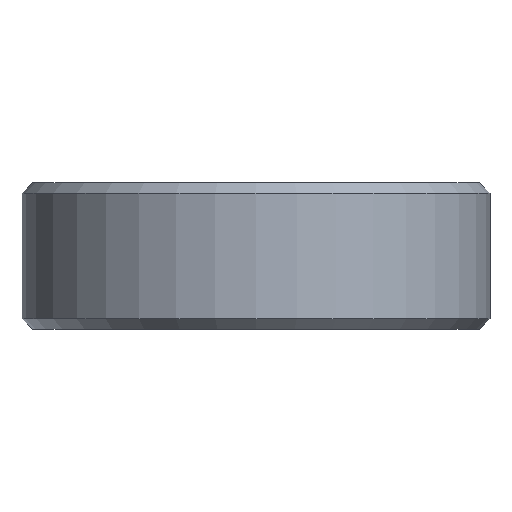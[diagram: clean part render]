
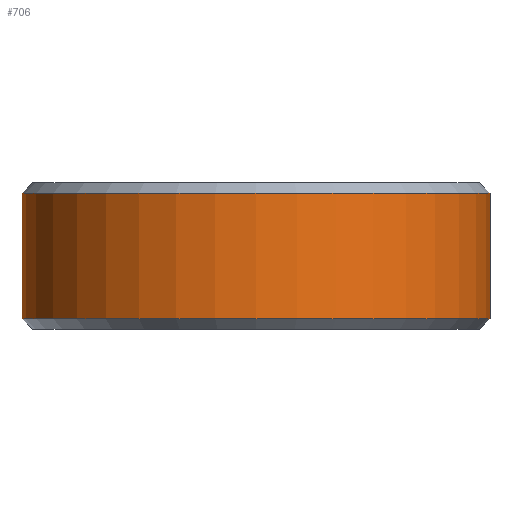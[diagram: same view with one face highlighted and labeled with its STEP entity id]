
A CAD part, left-side view. The second image highlights one B-rep face of the part: STEP entity #706.
In plain terms, the highlighted cylindrical face has radius 16 mm (diameter 32 mm), a partial arc.
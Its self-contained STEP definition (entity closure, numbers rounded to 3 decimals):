
#4 = CYLINDRICAL_SURFACE ( 'NONE', #100, 16. ) ;
#46 = EDGE_LOOP ( 'NONE', ( #1131, #1114, #907, #138 ) ) ;
#97 = CARTESIAN_POINT ( 'NONE',  ( 0., 9.3, -16. ) ) ;
#100 = AXIS2_PLACEMENT_3D ( 'NONE', #230, #1042, #1930 ) ;
#138 = ORIENTED_EDGE ( 'NONE', *, *, #519, .T. ) ;
#146 = VECTOR ( 'NONE', #370, 1000. ) ;
#155 = FACE_OUTER_BOUND ( 'NONE', #46, .T. ) ;
#168 = CARTESIAN_POINT ( 'NONE',  ( 0., 9.3, 16. ) ) ;
#182 = CARTESIAN_POINT ( 'NONE',  ( 0., 0.7, 0. ) ) ;
#195 = VERTEX_POINT ( 'NONE', #97 ) ;
#230 = CARTESIAN_POINT ( 'NONE',  ( 0., 10., 0. ) ) ;
#249 = CARTESIAN_POINT ( 'NONE',  ( 0., 9.3, 0. ) ) ;
#308 = VERTEX_POINT ( 'NONE', #168 ) ;
#370 = DIRECTION ( 'NONE',  ( 0., -1., 0. ) ) ;
#372 = DIRECTION ( 'NONE',  ( 0., 0., 1. ) ) ;
#435 = DIRECTION ( 'NONE',  ( 0., 0., 1. ) ) ;
#519 = EDGE_CURVE ( 'NONE', #1572, #1901, #1558, .T. ) ;
#541 = CIRCLE ( 'NONE', #2035, 16. ) ;
#665 = CARTESIAN_POINT ( 'NONE',  ( 0., 0.7, -16. ) ) ;
#706 = ADVANCED_FACE ( 'NONE', ( #155 ), #4, .T. ) ;
#735 = EDGE_CURVE ( 'NONE', #308, #195, #541, .T. ) ;
#842 = EDGE_CURVE ( 'NONE', #308, #1901, #848, .T. ) ;
#848 = LINE ( 'NONE', #950, #1354 ) ;
#907 = ORIENTED_EDGE ( 'NONE', *, *, #1701, .T. ) ;
#935 = AXIS2_PLACEMENT_3D ( 'NONE', #182, #1315, #372 ) ;
#950 = CARTESIAN_POINT ( 'NONE',  ( 0., 10., 16. ) ) ;
#1042 = DIRECTION ( 'NONE',  ( 0., -1., 0. ) ) ;
#1079 = CARTESIAN_POINT ( 'NONE',  ( 0., 0.7, 16. ) ) ;
#1084 = DIRECTION ( 'NONE',  ( 0., -1., 0. ) ) ;
#1114 = ORIENTED_EDGE ( 'NONE', *, *, #735, .T. ) ;
#1131 = ORIENTED_EDGE ( 'NONE', *, *, #842, .F. ) ;
#1315 = DIRECTION ( 'NONE',  ( 0., 1., 0. ) ) ;
#1354 = VECTOR ( 'NONE', #1084, 1000. ) ;
#1369 = DIRECTION ( 'NONE',  ( 0., -1., 0. ) ) ;
#1466 = CARTESIAN_POINT ( 'NONE',  ( 0., 10., -16. ) ) ;
#1558 = CIRCLE ( 'NONE', #935, 16. ) ;
#1572 = VERTEX_POINT ( 'NONE', #665 ) ;
#1701 = EDGE_CURVE ( 'NONE', #195, #1572, #1921, .T. ) ;
#1901 = VERTEX_POINT ( 'NONE', #1079 ) ;
#1921 = LINE ( 'NONE', #1466, #146 ) ;
#1930 = DIRECTION ( 'NONE',  ( 0., 0., -1. ) ) ;
#2035 = AXIS2_PLACEMENT_3D ( 'NONE', #249, #1369, #435 ) ;
